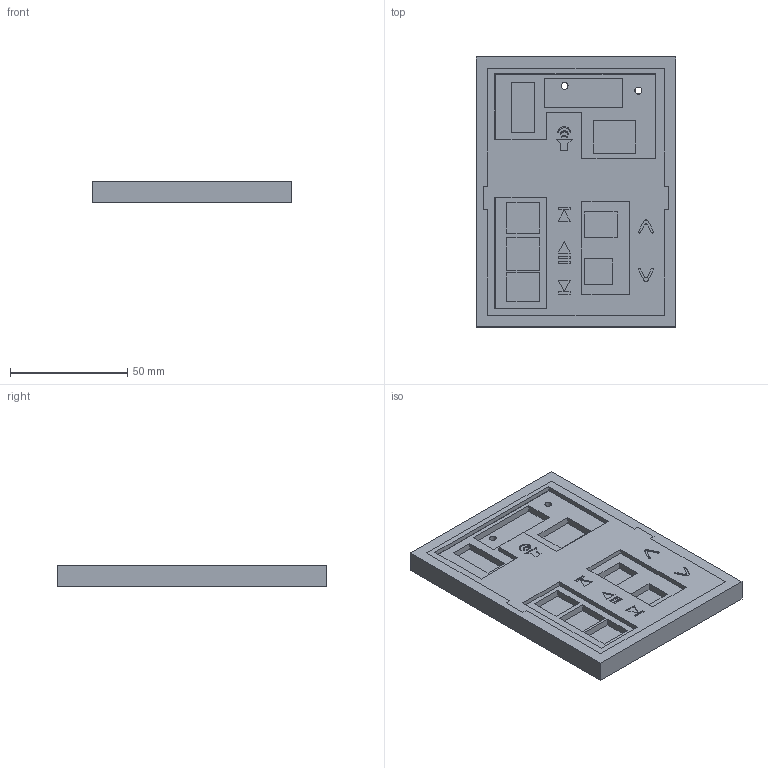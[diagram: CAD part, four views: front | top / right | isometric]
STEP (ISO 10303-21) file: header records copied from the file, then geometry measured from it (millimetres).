
FILE_DESCRIPTION(/* description */ (''),/* implementation_level */ '2;1');
FILE_NAME(/* name */ 'CaseAll.step',/* time_stamp */ '2026-02-27T14:07:46+01:00',/* author */ (''),/* organization */ (''),/* preprocessor_version */ 'ST-DEVELOPER v20.1',/* originating_system */ 'Autodesk Translation Framework v14.24.0.0',/* authorisation */ '');
FILE_SCHEMA (('AUTOMOTIVE_DESIGN { 1 0 10303 214 3 1 1 }'));
Length unit declared in the file: millimetre
Products named in the file (1): MediaControlBoard
Bounding box: 85 x 115 x 9 mm (x, y, z)
Volume: 70676.8 mm3; surface area: 47229.2 mm2
Topology: 3 solids, 3 shells, 176 faces, 468 edges, 308 vertices
Faces by surface type: plane 145, cylinder 31
Full cylindrical faces by diameter (mm): 2.9 x4, 3 x3
Entity records: 5509 total; most frequent: CARTESIAN_POINT 953, ORIENTED_EDGE 936, DIRECTION 884, EDGE_CURVE 468, LINE 406, VECTOR 406, VERTEX_POINT 308, AXIS2_PLACEMENT_3D 239
